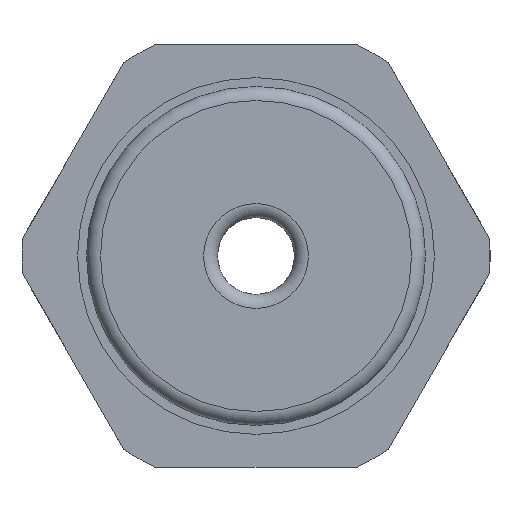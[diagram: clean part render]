
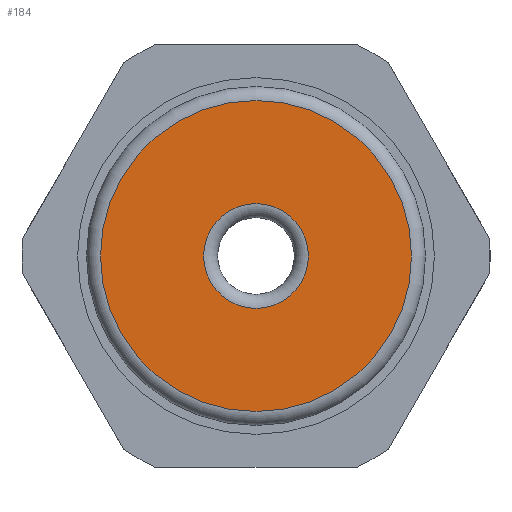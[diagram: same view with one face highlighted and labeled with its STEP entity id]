
A CAD part, left-side view. The second image highlights one B-rep face of the part: STEP entity #184.
In plain terms, the highlighted planar face has unit normal (-1, 0, 0).
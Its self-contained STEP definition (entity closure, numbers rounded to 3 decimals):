
#184 = ADVANCED_FACE( '', ( #400, #401 ), #402, .T. );
#400 = FACE_BOUND( '', #649, .T. );
#401 = FACE_OUTER_BOUND( '', #650, .T. );
#402 = PLANE( '', #651 );
#649 = EDGE_LOOP( '', ( #1143 ) );
#650 = EDGE_LOOP( '', ( #1144 ) );
#651 = AXIS2_PLACEMENT_3D( '', #1145, #1146, #1147 );
#1143 = ORIENTED_EDGE( '', *, *, #1447, .T. );
#1144 = ORIENTED_EDGE( '', *, *, #1579, .F. );
#1145 = CARTESIAN_POINT( '', ( 0., 8.105, 0. ) );
#1146 = DIRECTION( '', ( -1., 0., 0. ) );
#1147 = DIRECTION( '', ( 0., 0., 1. ) );
#1447 = EDGE_CURVE( '', #1710, #1710, #1711, .T. );
#1579 = EDGE_CURVE( '', #1922, #1922, #1923, .T. );
#1710 = VERTEX_POINT( '', #2094 );
#1711 = CIRCLE( '', #2095, 2.73 );
#1922 = VERTEX_POINT( '', #2411 );
#1923 = CIRCLE( '', #2412, 8.105 );
#2094 = CARTESIAN_POINT( '', ( 0., 0., -2.73 ) );
#2095 = AXIS2_PLACEMENT_3D( '', #2598, #2599, #2600 );
#2411 = CARTESIAN_POINT( '', ( 0., 0., -8.105 ) );
#2412 = AXIS2_PLACEMENT_3D( '', #2763, #2764, #2765 );
#2598 = CARTESIAN_POINT( '', ( 0., 0., 0. ) );
#2599 = DIRECTION( '', ( 1., 0., 0. ) );
#2600 = DIRECTION( '', ( 0., 0., -1. ) );
#2763 = CARTESIAN_POINT( '', ( 0., 0., 0. ) );
#2764 = DIRECTION( '', ( 1., 0., 0. ) );
#2765 = DIRECTION( '', ( 0., 0., -1. ) );
